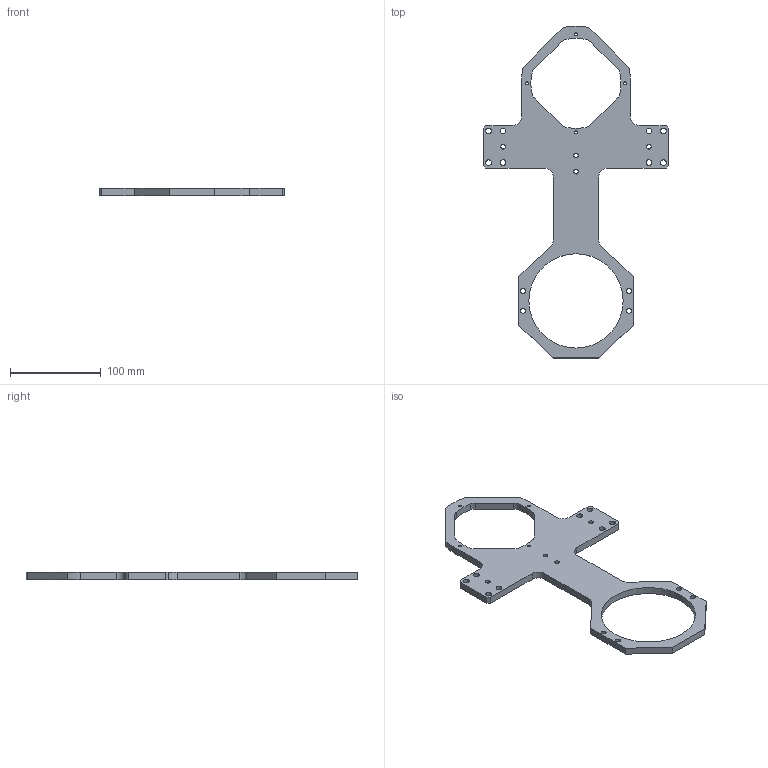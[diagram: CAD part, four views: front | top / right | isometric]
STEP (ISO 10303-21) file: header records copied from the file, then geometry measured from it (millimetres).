
FILE_DESCRIPTION (( 'STEP AP214' ), '1' );
FILE_NAME ('AV2_P1_USI_CH001.STEP', '2021-01-13T14:15:18', ( '' ), ( '' ), 'SwSTEP 2.0', 'SolidWorks 2016', '' );
FILE_SCHEMA (( 'AUTOMOTIVE_DESIGN' ));
Length unit declared in the file: millimetre
Products named in the file (1): AV2_P1_USI_CH001
Bounding box: 205 x 366.31 x 8 mm (x, y, z)
Volume: 176006.9 mm3; surface area: 60702.7 mm2
Topology: 1 solids, 1 shells, 93 faces, 273 edges, 182 vertices
Faces by surface type: cylinder 64, plane 29
Entity records: 3277 total; most frequent: DIRECTION 589, CARTESIAN_POINT 549, ORIENTED_EDGE 546, EDGE_CURVE 273, AXIS2_PLACEMENT_3D 222, VERTEX_POINT 182, VECTOR 145, LINE 145
